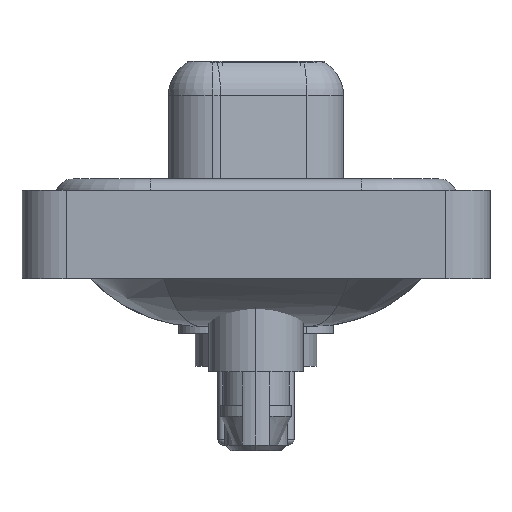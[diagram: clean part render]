
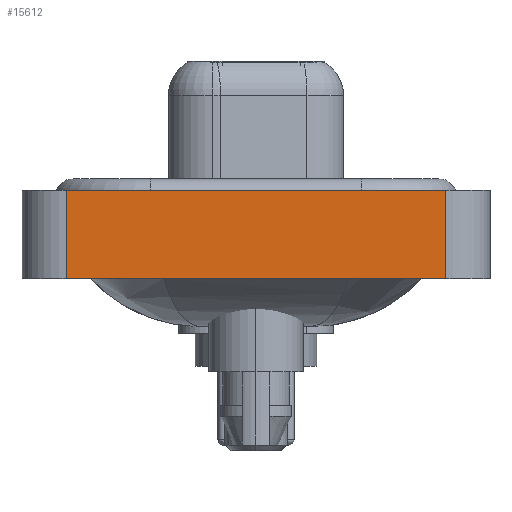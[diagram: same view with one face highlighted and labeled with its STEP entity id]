
A CAD part, left-side view. The second image highlights one B-rep face of the part: STEP entity #15612.
In plain terms, the highlighted planar face has unit normal (-1, 0, 0).
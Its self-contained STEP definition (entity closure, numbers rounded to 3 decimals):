
#268 = CARTESIAN_POINT ( 'NONE',  ( -7.3, 8.55, -3.6 ) ) ;
#363 = LINE ( 'NONE', #12024, #7097 ) ;
#4019 = CARTESIAN_POINT ( 'NONE',  ( -7.3, -8.55, -3.6 ) ) ;
#4212 = DIRECTION ( 'NONE',  ( 0., 0., 1. ) ) ;
#5785 = CARTESIAN_POINT ( 'NONE',  ( -7.3, -8.55, 0.4 ) ) ;
#6986 = DIRECTION ( 'NONE',  ( 0., -1., 0. ) ) ;
#7097 = VECTOR ( 'NONE', #8920, 1000. ) ;
#7872 = EDGE_LOOP ( 'NONE', ( #18901, #12709, #9718, #13310 ) ) ;
#8707 = LINE ( 'NONE', #268, #17886 ) ;
#8814 = LINE ( 'NONE', #4019, #9860 ) ;
#8920 = DIRECTION ( 'NONE',  ( 0., -1., 0. ) ) ;
#9069 = LINE ( 'NONE', #19989, #11539 ) ;
#9718 = ORIENTED_EDGE ( 'NONE', *, *, #11266, .F. ) ;
#9860 = VECTOR ( 'NONE', #6986, 1000. ) ;
#10991 = CARTESIAN_POINT ( 'NONE',  ( -7.3, 8.55, 0.4 ) ) ;
#11266 = EDGE_CURVE ( 'NONE', #14684, #19892, #8707, .T. ) ;
#11539 = VECTOR ( 'NONE', #18410, 1000. ) ;
#12024 = CARTESIAN_POINT ( 'NONE',  ( -7.3, -8.55, 0.4 ) ) ;
#12709 = ORIENTED_EDGE ( 'NONE', *, *, #20192, .F. ) ;
#13135 = AXIS2_PLACEMENT_3D ( 'NONE', #13941, #17596, #4212 ) ;
#13310 = ORIENTED_EDGE ( 'NONE', *, *, #19209, .T. ) ;
#13941 = CARTESIAN_POINT ( 'NONE',  ( -7.3, -8.55, -3.6 ) ) ;
#14206 = CARTESIAN_POINT ( 'NONE',  ( -7.3, 8.55, -3.6 ) ) ;
#14684 = VERTEX_POINT ( 'NONE', #14206 ) ;
#15261 = DIRECTION ( 'NONE',  ( 0., 0., 1. ) ) ;
#15612 = ADVANCED_FACE ( 'NONE', ( #15657 ), #20676, .T. ) ;
#15657 = FACE_OUTER_BOUND ( 'NONE', #7872, .T. ) ;
#16668 = VERTEX_POINT ( 'NONE', #5785 ) ;
#17015 = CARTESIAN_POINT ( 'NONE',  ( -7.3, -8.55, -3.6 ) ) ;
#17596 = DIRECTION ( 'NONE',  ( -1., 0., 0. ) ) ;
#17886 = VECTOR ( 'NONE', #15261, 1000. ) ;
#18381 = VERTEX_POINT ( 'NONE', #17015 ) ;
#18410 = DIRECTION ( 'NONE',  ( 0., 0., 1. ) ) ;
#18423 = EDGE_CURVE ( 'NONE', #18381, #16668, #9069, .T. ) ;
#18901 = ORIENTED_EDGE ( 'NONE', *, *, #18423, .T. ) ;
#19209 = EDGE_CURVE ( 'NONE', #14684, #18381, #8814, .T. ) ;
#19892 = VERTEX_POINT ( 'NONE', #10991 ) ;
#19989 = CARTESIAN_POINT ( 'NONE',  ( -7.3, -8.55, -3.6 ) ) ;
#20192 = EDGE_CURVE ( 'NONE', #19892, #16668, #363, .T. ) ;
#20676 = PLANE ( 'NONE',  #13135 ) ;
